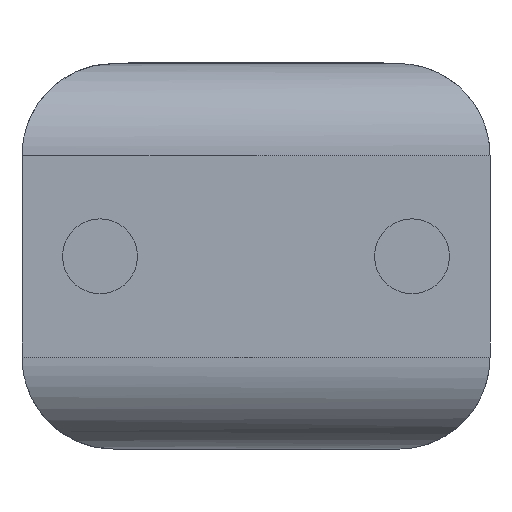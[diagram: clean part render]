
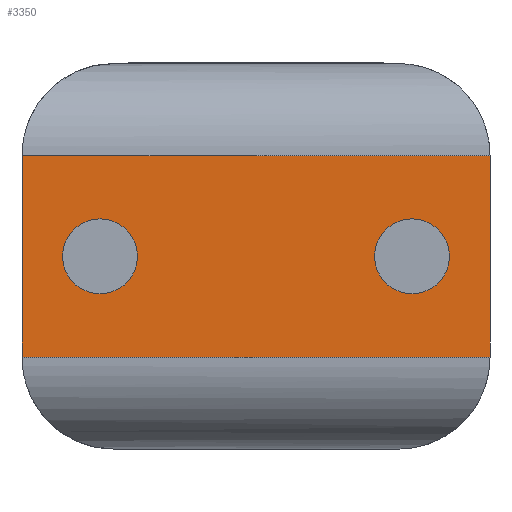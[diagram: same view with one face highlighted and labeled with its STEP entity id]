
A CAD part, front view. The second image highlights one B-rep face of the part: STEP entity #3350.
In plain terms, the highlighted planar face has unit normal (0, -1, 0).
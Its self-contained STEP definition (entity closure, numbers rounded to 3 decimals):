
#155 = DIRECTION ( 'NONE',  ( 0., 1., 0. ) ) ;
#174 = EDGE_CURVE ( 'NONE', #1512, #2875, #1272, .T. ) ;
#191 = VERTEX_POINT ( 'NONE', #1552 ) ;
#217 = VERTEX_POINT ( 'NONE', #1541 ) ;
#251 = DIRECTION ( 'NONE',  ( 0., 1., 0. ) ) ;
#261 = VERTEX_POINT ( 'NONE', #439 ) ;
#277 = LINE ( 'NONE', #2086, #2273 ) ;
#439 = CARTESIAN_POINT ( 'NONE',  ( -3.48, 0., 1.57 ) ) ;
#492 = EDGE_CURVE ( 'NONE', #1236, #3151, #1659, .T. ) ;
#541 = CARTESIAN_POINT ( 'NONE',  ( -3.175, 0., 1.57 ) ) ;
#805 = CIRCLE ( 'NONE', #2874, 0.305 ) ;
#871 = DIRECTION ( 'NONE',  ( 0., -1., 0. ) ) ;
#880 = CARTESIAN_POINT ( 'NONE',  ( -0.94, 0., 1.57 ) ) ;
#920 = ORIENTED_EDGE ( 'NONE', *, *, #3055, .T. ) ;
#1009 = ORIENTED_EDGE ( 'NONE', *, *, #2643, .F. ) ;
#1059 = FACE_BOUND ( 'NONE', #1862, .T. ) ;
#1175 = LINE ( 'NONE', #2933, #3181 ) ;
#1216 = CIRCLE ( 'NONE', #2535, 0.305 ) ;
#1221 = DIRECTION ( 'NONE',  ( 1., 0., 0. ) ) ;
#1234 = DIRECTION ( 'NONE',  ( -1., 0., 0. ) ) ;
#1236 = VERTEX_POINT ( 'NONE', #2537 ) ;
#1272 = LINE ( 'NONE', #2893, #3003 ) ;
#1280 = PLANE ( 'NONE',  #1946 ) ;
#1338 = VERTEX_POINT ( 'NONE', #1677 ) ;
#1412 = DIRECTION ( 'NONE',  ( 0., 0., -1. ) ) ;
#1512 = VERTEX_POINT ( 'NONE', #2021 ) ;
#1541 = CARTESIAN_POINT ( 'NONE',  ( -3.81, 0., 2.39 ) ) ;
#1552 = CARTESIAN_POINT ( 'NONE',  ( -2.87, 0., 1.57 ) ) ;
#1609 = ORIENTED_EDGE ( 'NONE', *, *, #492, .T. ) ;
#1649 = DIRECTION ( 'NONE',  ( -1., 0., 0. ) ) ;
#1659 = CIRCLE ( 'NONE', #3478, 0.305 ) ;
#1677 = CARTESIAN_POINT ( 'NONE',  ( -3.81, 0., 0.75 ) ) ;
#1722 = CARTESIAN_POINT ( 'NONE',  ( -0.635, 0., 1.57 ) ) ;
#1735 = DIRECTION ( 'NONE',  ( -1., 0., 0. ) ) ;
#1801 = CARTESIAN_POINT ( 'NONE',  ( -3.175, 0., 1.57 ) ) ;
#1832 = CARTESIAN_POINT ( 'NONE',  ( 0., 0., 3.14 ) ) ;
#1834 = EDGE_LOOP ( 'NONE', ( #920, #1609 ) ) ;
#1862 = EDGE_LOOP ( 'NONE', ( #2352, #1009 ) ) ;
#1946 = AXIS2_PLACEMENT_3D ( 'NONE', #1832, #155, #3279 ) ;
#1964 = CARTESIAN_POINT ( 'NONE',  ( -3.81, 0., 3.14 ) ) ;
#1987 = ORIENTED_EDGE ( 'NONE', *, *, #2594, .T. ) ;
#2021 = CARTESIAN_POINT ( 'NONE',  ( 0., 0., 2.39 ) ) ;
#2086 = CARTESIAN_POINT ( 'NONE',  ( 0., 0., 0.75 ) ) ;
#2146 = LINE ( 'NONE', #1964, #2411 ) ;
#2253 = ORIENTED_EDGE ( 'NONE', *, *, #174, .F. ) ;
#2269 = DIRECTION ( 'NONE',  ( -1., 0., 0. ) ) ;
#2273 = VECTOR ( 'NONE', #1221, 1000. ) ;
#2305 = FACE_BOUND ( 'NONE', #1834, .T. ) ;
#2322 = DIRECTION ( 'NONE',  ( -1., 0., 0. ) ) ;
#2352 = ORIENTED_EDGE ( 'NONE', *, *, #2473, .F. ) ;
#2411 = VECTOR ( 'NONE', #1412, 1000. ) ;
#2473 = EDGE_CURVE ( 'NONE', #261, #191, #3184, .T. ) ;
#2535 = AXIS2_PLACEMENT_3D ( 'NONE', #3671, #251, #1649 ) ;
#2537 = CARTESIAN_POINT ( 'NONE',  ( -0.33, 0., 1.57 ) ) ;
#2573 = ORIENTED_EDGE ( 'NONE', *, *, #3082, .T. ) ;
#2594 = EDGE_CURVE ( 'NONE', #1338, #2875, #277, .T. ) ;
#2643 = EDGE_CURVE ( 'NONE', #191, #261, #805, .T. ) ;
#2670 = EDGE_CURVE ( 'NONE', #1512, #217, #1175, .T. ) ;
#2874 = AXIS2_PLACEMENT_3D ( 'NONE', #1801, #3466, #2322 ) ;
#2875 = VERTEX_POINT ( 'NONE', #3591 ) ;
#2893 = CARTESIAN_POINT ( 'NONE',  ( 0., 0., 3.14 ) ) ;
#2933 = CARTESIAN_POINT ( 'NONE',  ( 0., 0., 2.39 ) ) ;
#2936 = FACE_OUTER_BOUND ( 'NONE', #2988, .T. ) ;
#2946 = ORIENTED_EDGE ( 'NONE', *, *, #2670, .T. ) ;
#2988 = EDGE_LOOP ( 'NONE', ( #2253, #2946, #2573, #1987 ) ) ;
#3003 = VECTOR ( 'NONE', #3563, 1000. ) ;
#3055 = EDGE_CURVE ( 'NONE', #3151, #1236, #1216, .T. ) ;
#3082 = EDGE_CURVE ( 'NONE', #217, #1338, #2146, .T. ) ;
#3151 = VERTEX_POINT ( 'NONE', #880 ) ;
#3181 = VECTOR ( 'NONE', #1234, 1000. ) ;
#3184 = CIRCLE ( 'NONE', #3594, 0.305 ) ;
#3279 = DIRECTION ( 'NONE',  ( -1., 0., 0. ) ) ;
#3350 = ADVANCED_FACE ( 'NONE', ( #2305, #2936, #1059 ), #1280, .F. ) ;
#3448 = DIRECTION ( 'NONE',  ( 0., 1., 0. ) ) ;
#3466 = DIRECTION ( 'NONE',  ( 0., -1., 0. ) ) ;
#3478 = AXIS2_PLACEMENT_3D ( 'NONE', #1722, #3448, #1735 ) ;
#3563 = DIRECTION ( 'NONE',  ( 0., 0., -1. ) ) ;
#3591 = CARTESIAN_POINT ( 'NONE',  ( 0., 0., 0.75 ) ) ;
#3594 = AXIS2_PLACEMENT_3D ( 'NONE', #541, #871, #2269 ) ;
#3671 = CARTESIAN_POINT ( 'NONE',  ( -0.635, 0., 1.57 ) ) ;
